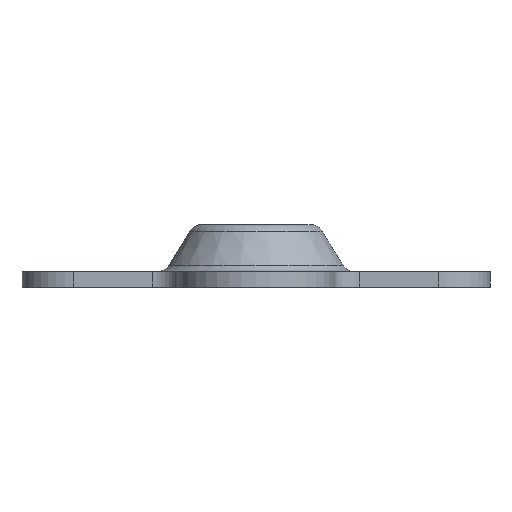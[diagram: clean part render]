
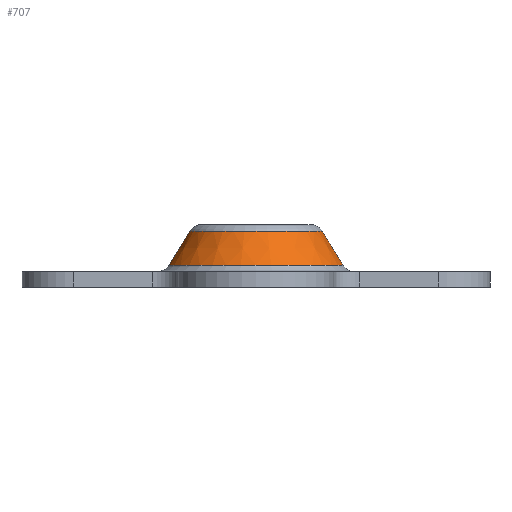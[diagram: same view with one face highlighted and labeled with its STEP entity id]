
A CAD part, front view. The second image highlights one B-rep face of the part: STEP entity #707.
In plain terms, the highlighted conical face has half-angle 31.43 degrees and reference radius 1.75 mm.
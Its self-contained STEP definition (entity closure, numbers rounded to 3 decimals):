
#27=LINE('',#1074,#97);
#97=VECTOR('',#861,1.75);
#167=CONICAL_SURFACE('',#769,1.75,0.549);
#200=FACE_OUTER_BOUND('',#241,.T.);
#241=EDGE_LOOP('',(#503,#504,#505,#506));
#285=CIRCLE('',#767,1.273);
#287=CIRCLE('',#770,1.677);
#318=VERTEX_POINT('',#1069);
#319=VERTEX_POINT('',#1073);
#389=EDGE_CURVE('',#318,#318,#285,.T.);
#391=EDGE_CURVE('',#318,#319,#27,.T.);
#392=EDGE_CURVE('',#319,#319,#287,.T.);
#503=ORIENTED_EDGE('',*,*,#389,.F.);
#504=ORIENTED_EDGE('',*,*,#391,.T.);
#505=ORIENTED_EDGE('',*,*,#392,.F.);
#506=ORIENTED_EDGE('',*,*,#391,.F.);
#707=ADVANCED_FACE('',(#200),#167,.T.);
#767=AXIS2_PLACEMENT_3D('',#1070,#855,#856);
#769=AXIS2_PLACEMENT_3D('',#1072,#859,#860);
#770=AXIS2_PLACEMENT_3D('',#1075,#862,#863);
#855=DIRECTION('center_axis',(0.,0.,1.));
#856=DIRECTION('ref_axis',(1.,0.,0.));
#859=DIRECTION('center_axis',(0.,0.,-1.));
#860=DIRECTION('ref_axis',(-1.,0.,0.));
#861=DIRECTION('',(0.521,0.,-0.853));
#862=DIRECTION('center_axis',(0.,0.,
-1.));
#863=DIRECTION('ref_axis',(1.,0.,0.));
#1069=CARTESIAN_POINT('',(1.273,5.5,1.08));
#1070=CARTESIAN_POINT('Origin',(0.,5.5,
1.08));
#1072=CARTESIAN_POINT('Origin',(0.,5.5,
0.3));
#1073=CARTESIAN_POINT('',(1.677,5.5,0.42));
#1074=CARTESIAN_POINT('',(1.75,5.5,0.3));
#1075=CARTESIAN_POINT('Origin',(0.,5.5,
0.42));
